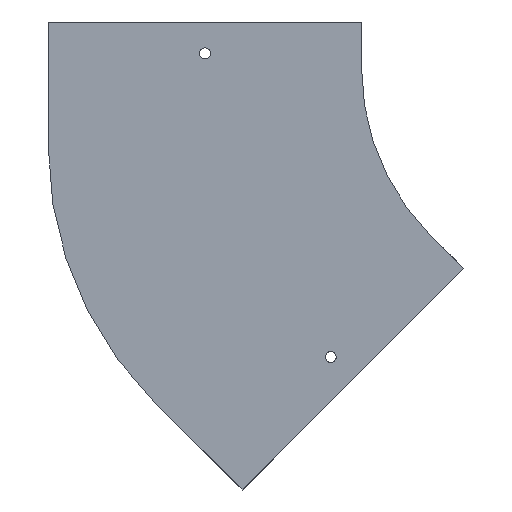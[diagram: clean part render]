
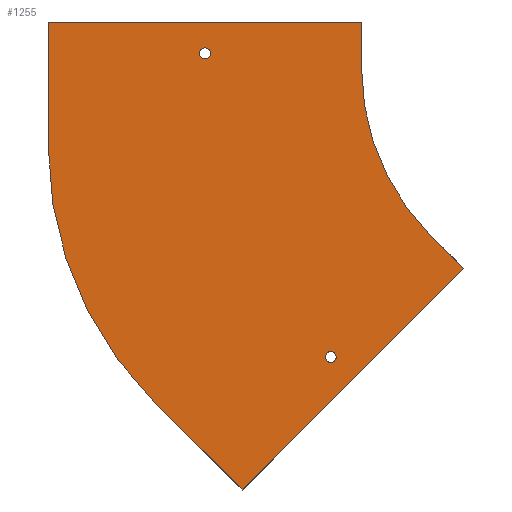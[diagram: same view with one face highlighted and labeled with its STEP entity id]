
A CAD part, front view. The second image highlights one B-rep face of the part: STEP entity #1255.
In plain terms, the highlighted planar face has unit normal (0, -1, 0).
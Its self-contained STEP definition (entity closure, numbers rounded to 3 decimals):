
#8 = EDGE_LOOP ( 'NONE', ( #724, #725, #726, #727, #728, #729, #730, #731 ) ) ;
#12 = EDGE_LOOP ( 'NONE', ( #722 ) ) ;
#110 = EDGE_CURVE ( 'NONE', #1194, #1195, #889, .T. ) ;
#113 = EDGE_CURVE ( 'NONE', #1195, #1153, #892, .T. ) ;
#126 = LINE ( 'NONE', #631, #128 ) ;
#128 = VECTOR ( 'NONE', #632, 1000. ) ;
#129 = CIRCLE ( 'NONE', #1016, 230. ) ;
#147 = CIRCLE ( 'NONE', #1022, 3.5 ) ;
#150 = CIRCLE ( 'NONE', #1023, 3.5 ) ;
#171 = LINE ( 'NONE', #715, #182 ) ;
#182 = VECTOR ( 'NONE', #414, 1000. ) ;
#189 = LINE ( 'NONE', #423, #192 ) ;
#192 = VECTOR ( 'NONE', #424, 1000. ) ;
#219 = FACE_OUTER_BOUND ( 'NONE', #8, .T. ) ;
#221 = FACE_BOUND ( 'NONE', #12, .T. ) ;
#226 = FACE_BOUND ( 'NONE', #1219, .T. ) ;
#251 = VERTEX_POINT ( 'NONE', #586 ) ;
#252 = VERTEX_POINT ( 'NONE', #578 ) ;
#275 = DIRECTION ( 'NONE',  ( 0., 0., -1. ) ) ;
#287 = CARTESIAN_POINT ( 'NONE',  ( 100., 0., 0. ) ) ;
#312 = CARTESIAN_POINT ( 'NONE',  ( 165.147, 0., -157.279 ) ) ;
#414 = DIRECTION ( 'NONE',  ( 1., 0., 0. ) ) ;
#423 = CARTESIAN_POINT ( 'NONE',  ( -100., 0., 0. ) ) ;
#424 = DIRECTION ( 'NONE',  ( 0., 0., 1. ) ) ;
#440 = CARTESIAN_POINT ( 'NONE',  ( 143.934, 0., -136.066 ) ) ;
#442 = CARTESIAN_POINT ( 'NONE',  ( -100., 0., -79.706 ) ) ;
#455 = CARTESIAN_POINT ( 'NONE',  ( 23.726, 0., -298.701 ) ) ;
#463 = CARTESIAN_POINT ( 'NONE',  ( -32.635, 0., -242.34 ) ) ;
#476 = CARTESIAN_POINT ( 'NONE',  ( -100., 0., 0. ) ) ;
#479 = CARTESIAN_POINT ( 'NONE',  ( 100., 0., 0. ) ) ;
#480 = CARTESIAN_POINT ( 'NONE',  ( 100., 0., -30. ) ) ;
#527 = DIRECTION ( 'NONE',  ( 0., 1., 0. ) ) ;
#528 = CARTESIAN_POINT ( 'NONE',  ( 130., 0., -79.706 ) ) ;
#530 = PLANE ( 'NONE',  #1046 ) ;
#532 = DIRECTION ( 'NONE',  ( 0., 0., 1. ) ) ;
#578 = CARTESIAN_POINT ( 'NONE',  ( 0., 0., -16.5 ) ) ;
#586 = CARTESIAN_POINT ( 'NONE',  ( 80.294, 0., -210.348 ) ) ;
#621 = CARTESIAN_POINT ( 'NONE',  ( 23.726, 0., -298.701 ) ) ;
#622 = DIRECTION ( 'NONE',  ( -0.707, 0., -0.707 ) ) ;
#631 = CARTESIAN_POINT ( 'NONE',  ( -32.635, 0., -242.34 ) ) ;
#632 = DIRECTION ( 'NONE',  ( -0.707, 0., 0.707 ) ) ;
#643 = CARTESIAN_POINT ( 'NONE',  ( 130., 0., -79.706 ) ) ;
#644 = DIRECTION ( 'NONE',  ( 0., 1., 0. ) ) ;
#645 = DIRECTION ( 'NONE',  ( 0., 0., 1. ) ) ;
#671 = CARTESIAN_POINT ( 'NONE',  ( 80.294, 0., -213.848 ) ) ;
#672 = DIRECTION ( 'NONE',  ( 0., -1., 0. ) ) ;
#673 = DIRECTION ( 'NONE',  ( 0., 0., 1. ) ) ;
#675 = CARTESIAN_POINT ( 'NONE',  ( 0., 0., -20. ) ) ;
#676 = DIRECTION ( 'NONE',  ( 0., -1., 0. ) ) ;
#677 = DIRECTION ( 'NONE',  ( 0., 0., 1. ) ) ;
#715 = CARTESIAN_POINT ( 'NONE',  ( -100., 0., 0. ) ) ;
#722 = ORIENTED_EDGE ( 'NONE', *, *, #1118, .F. ) ;
#723 = ORIENTED_EDGE ( 'NONE', *, *, #1119, .F. ) ;
#724 = ORIENTED_EDGE ( 'NONE', *, *, #1105, .F. ) ;
#725 = ORIENTED_EDGE ( 'NONE', *, *, #1097, .F. ) ;
#726 = ORIENTED_EDGE ( 'NONE', *, *, #1091, .F. ) ;
#727 = ORIENTED_EDGE ( 'NONE', *, *, #113, .F. ) ;
#728 = ORIENTED_EDGE ( 'NONE', *, *, #110, .F. ) ;
#729 = ORIENTED_EDGE ( 'NONE', *, *, #1139, .F. ) ;
#730 = ORIENTED_EDGE ( 'NONE', *, *, #1144, .F. ) ;
#731 = ORIENTED_EDGE ( 'NONE', *, *, #1108, .F. ) ;
#788 = VERTEX_POINT ( 'NONE', #312 ) ;
#889 = LINE ( 'NONE', #287, #891 ) ;
#891 = VECTOR ( 'NONE', #275, 1000. ) ;
#892 = CIRCLE ( 'NONE', #1002, 150. ) ;
#913 = VECTOR ( 'NONE', #1050, 1000. ) ;
#918 = LINE ( 'NONE', #1231, #913 ) ;
#929 = LINE ( 'NONE', #621, #932 ) ;
#932 = VECTOR ( 'NONE', #622, 1000. ) ;
#1002 = AXIS2_PLACEMENT_3D ( 'NONE', #1239, #1225, #1240 ) ;
#1016 = AXIS2_PLACEMENT_3D ( 'NONE', #643, #644, #645 ) ;
#1022 = AXIS2_PLACEMENT_3D ( 'NONE', #671, #672, #673 ) ;
#1023 = AXIS2_PLACEMENT_3D ( 'NONE', #675, #676, #677 ) ;
#1046 = AXIS2_PLACEMENT_3D ( 'NONE', #528, #527, #532 ) ;
#1050 = DIRECTION ( 'NONE',  ( 0.707, 0., -0.707 ) ) ;
#1091 = EDGE_CURVE ( 'NONE', #1153, #788, #918, .T. ) ;
#1097 = EDGE_CURVE ( 'NONE', #788, #1170, #929, .T. ) ;
#1105 = EDGE_CURVE ( 'NONE', #1170, #1178, #126, .T. ) ;
#1108 = EDGE_CURVE ( 'NONE', #1178, #1156, #129, .T. ) ;
#1118 = EDGE_CURVE ( 'NONE', #251, #251, #147, .T. ) ;
#1119 = EDGE_CURVE ( 'NONE', #252, #252, #150, .T. ) ;
#1139 = EDGE_CURVE ( 'NONE', #1191, #1194, #171, .T. ) ;
#1144 = EDGE_CURVE ( 'NONE', #1156, #1191, #189, .T. ) ;
#1153 = VERTEX_POINT ( 'NONE', #440 ) ;
#1156 = VERTEX_POINT ( 'NONE', #442 ) ;
#1170 = VERTEX_POINT ( 'NONE', #455 ) ;
#1178 = VERTEX_POINT ( 'NONE', #463 ) ;
#1191 = VERTEX_POINT ( 'NONE', #476 ) ;
#1194 = VERTEX_POINT ( 'NONE', #479 ) ;
#1195 = VERTEX_POINT ( 'NONE', #480 ) ;
#1219 = EDGE_LOOP ( 'NONE', ( #723 ) ) ;
#1225 = DIRECTION ( 'NONE',  ( 0., -1., 0. ) ) ;
#1231 = CARTESIAN_POINT ( 'NONE',  ( 165.147, 0., -157.279 ) ) ;
#1239 = CARTESIAN_POINT ( 'NONE',  ( 250., 0., -30. ) ) ;
#1240 = DIRECTION ( 'NONE',  ( 0., 0., -1. ) ) ;
#1255 = ADVANCED_FACE ( 'NONE', ( #221, #226, #219 ), #530, .F. ) ;
